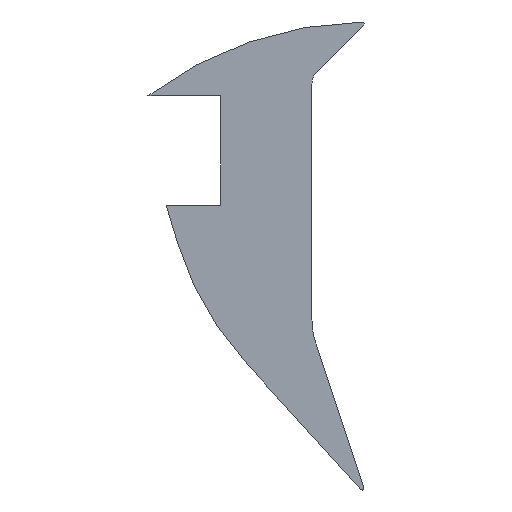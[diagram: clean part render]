
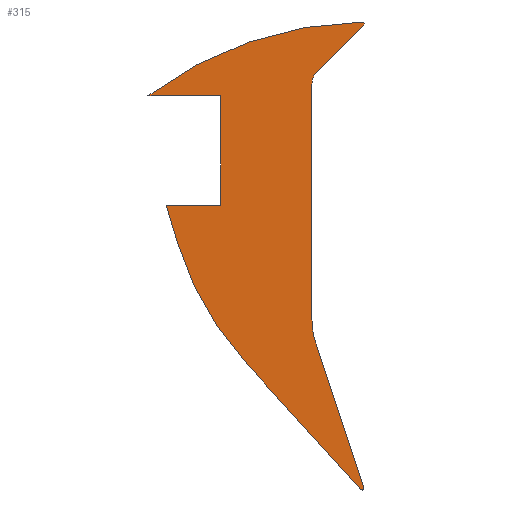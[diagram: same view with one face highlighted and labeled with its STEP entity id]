
A CAD part, left-side view. The second image highlights one B-rep face of the part: STEP entity #315.
In plain terms, the highlighted planar face has unit normal (-1, 0, 0).
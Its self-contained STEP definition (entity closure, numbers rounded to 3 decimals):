
#18=CARTESIAN_POINT('',(-0.045,0.047,12.818));
#19=VERTEX_POINT('',#18);
#26=CARTESIAN_POINT('',(-0.045,0.012,12.733));
#27=VERTEX_POINT('',#26);
#28=CARTESIAN_POINT('',(-0.045,0.047,12.768));
#29=DIRECTION('',(-1.0,0.0,0.));
#30=DIRECTION('',(0.,0.0,1.0));
#31=AXIS2_PLACEMENT_3D('',#28,#29,#30);
#32=CIRCLE('',#31,0.05);
#33=EDGE_CURVE('',#27,#19,#32,.T.);
#49=CARTESIAN_POINT('',(-0.045,0.047,-0.021));
#50=VERTEX_POINT('',#49);
#51=CARTESIAN_POINT('',(-0.045,0.,0.045));
#52=VERTEX_POINT('',#51);
#53=CARTESIAN_POINT('',(-0.045,0.047,0.029));
#54=DIRECTION('',(-1.0,0.0,0.));
#55=DIRECTION('',(0.,0.0,1.0));
#56=AXIS2_PLACEMENT_3D('',#53,#54,#55);
#57=CIRCLE('',#56,0.05);
#58=EDGE_CURVE('',#50,#52,#57,.T.);
#201=CARTESIAN_POINT('',(-0.045,-0.075,-0.18));
#202=DIRECTION('',(-1.0,0.0,0.0));
#203=DIRECTION('',(0.0,0.0,1.0));
#204=AXIS2_PLACEMENT_3D('',#201,#202,#203);
#205=PLANE('',#204);
#206=CARTESIAN_POINT('',(-0.045,1.279,11.466));
#207=VERTEX_POINT('',#206);
#208=CARTESIAN_POINT('',(-0.045,1.279,11.466));
#209=DIRECTION('',(0.,-0.707,0.707));
#210=VECTOR('',#209,1.791);
#211=LINE('',#208,#210);
#212=EDGE_CURVE('',#207,#27,#211,.T.);
#213=ORIENTED_EDGE('',*,*,#212,.T.);
#214=ORIENTED_EDGE('',*,*,#33,.T.);
#215=CARTESIAN_POINT('',(-0.045,5.925,10.794));
#216=VERTEX_POINT('',#215);
#217=CARTESIAN_POINT('',(-0.045,-0.139,2.732));
#218=DIRECTION('',(1.0,0.0,0.));
#219=DIRECTION('',(0.,0.0,1.0));
#220=AXIS2_PLACEMENT_3D('',#217,#218,#219);
#221=CIRCLE('',#220,10.089);
#222=EDGE_CURVE('',#216,#19,#221,.T.);
#223=ORIENTED_EDGE('',*,*,#222,.F.);
#224=CARTESIAN_POINT('',(-0.045,3.925,10.794));
#225=VERTEX_POINT('',#224);
#226=CARTESIAN_POINT('',(-0.045,3.925,10.794));
#227=DIRECTION('',(0.0,1.0,0.0));
#228=VECTOR('',#227,2.);
#229=LINE('',#226,#228);
#230=EDGE_CURVE('',#225,#216,#229,.T.);
#231=ORIENTED_EDGE('',*,*,#230,.F.);
#232=CARTESIAN_POINT('',(-0.045,3.925,7.794));
#233=VERTEX_POINT('',#232);
#234=CARTESIAN_POINT('',(-0.045,3.925,7.794));
#235=DIRECTION('',(0.0,0.0,1.0));
#236=VECTOR('',#235,3.);
#237=LINE('',#234,#236);
#238=EDGE_CURVE('',#233,#225,#237,.T.);
#239=ORIENTED_EDGE('',*,*,#238,.F.);
#240=CARTESIAN_POINT('',(-0.045,5.425,7.794));
#241=VERTEX_POINT('',#240);
#242=CARTESIAN_POINT('',(-0.045,5.425,7.794));
#243=DIRECTION('',(0.0,-1.0,0.0));
#244=VECTOR('',#243,1.5);
#245=LINE('',#242,#244);
#246=EDGE_CURVE('',#241,#233,#245,.T.);
#247=ORIENTED_EDGE('',*,*,#246,.F.);
#248=CARTESIAN_POINT('',(-0.045,5.116,6.771));
#249=VERTEX_POINT('',#248);
#250=CARTESIAN_POINT('',(-0.045,5.116,6.771));
#251=DIRECTION('',(0.,0.289,0.957));
#252=VECTOR('',#251,1.069);
#253=LINE('',#250,#252);
#254=EDGE_CURVE('',#249,#241,#253,.T.);
#255=ORIENTED_EDGE('',*,*,#254,.F.);
#256=CARTESIAN_POINT('',(-0.045,3.26,3.493));
#257=VERTEX_POINT('',#256);
#258=CARTESIAN_POINT('',(-0.045,-3.071,9.242));
#259=DIRECTION('',(1.0,0.0,0.));
#260=DIRECTION('',(0.,0.0,1.0));
#261=AXIS2_PLACEMENT_3D('',#258,#259,#260);
#262=CIRCLE('',#261,8.552);
#263=EDGE_CURVE('',#257,#249,#262,.T.);
#264=ORIENTED_EDGE('',*,*,#263,.F.);
#265=CARTESIAN_POINT('',(-0.045,0.084,-0.004));
#266=VERTEX_POINT('',#265);
#267=CARTESIAN_POINT('',(-0.045,0.084,-0.004));
#268=DIRECTION('',(0.,0.672,0.74));
#269=VECTOR('',#268,4.724);
#270=LINE('',#267,#269);
#271=EDGE_CURVE('',#266,#257,#270,.T.);
#272=ORIENTED_EDGE('',*,*,#271,.F.);
#273=CARTESIAN_POINT('',(-0.045,0.047,0.029));
#274=DIRECTION('',(-1.0,0.0,0.));
#275=DIRECTION('',(0.,0.0,1.0));
#276=AXIS2_PLACEMENT_3D('',#273,#274,#275);
#277=CIRCLE('',#276,0.05);
#278=EDGE_CURVE('',#266,#50,#277,.T.);
#279=ORIENTED_EDGE('',*,*,#278,.T.);
#280=ORIENTED_EDGE('',*,*,#58,.T.);
#281=CARTESIAN_POINT('',(-0.045,1.322,4.012));
#282=VERTEX_POINT('',#281);
#283=CARTESIAN_POINT('',(-0.045,0.0,0.045));
#284=DIRECTION('',(0.,0.316,0.949));
#285=VECTOR('',#284,4.182);
#286=LINE('',#283,#285);
#287=EDGE_CURVE('',#52,#282,#286,.T.);
#288=ORIENTED_EDGE('',*,*,#287,.T.);
#289=CARTESIAN_POINT('',(-0.045,1.425,4.645));
#290=VERTEX_POINT('',#289);
#291=CARTESIAN_POINT('',(-0.045,-0.575,4.645));
#292=DIRECTION('',(1.0,0.0,0.));
#293=DIRECTION('',(0.,0.0,1.0));
#294=AXIS2_PLACEMENT_3D('',#291,#292,#293);
#295=CIRCLE('',#294,2.);
#296=EDGE_CURVE('',#282,#290,#295,.T.);
#297=ORIENTED_EDGE('',*,*,#296,.T.);
#298=CARTESIAN_POINT('',(-0.045,1.425,11.113));
#299=VERTEX_POINT('',#298);
#300=CARTESIAN_POINT('',(-0.045,1.425,4.645));
#301=DIRECTION('',(0.0,0.0,1.0));
#302=VECTOR('',#301,6.468);
#303=LINE('',#300,#302);
#304=EDGE_CURVE('',#290,#299,#303,.T.);
#305=ORIENTED_EDGE('',*,*,#304,.T.);
#306=CARTESIAN_POINT('',(-0.045,0.925,11.113));
#307=DIRECTION('',(1.0,0.0,0.));
#308=DIRECTION('',(0.,0.0,1.0));
#309=AXIS2_PLACEMENT_3D('',#306,#307,#308);
#310=CIRCLE('',#309,0.5);
#311=EDGE_CURVE('',#299,#207,#310,.T.);
#312=ORIENTED_EDGE('',*,*,#311,.T.);
#313=EDGE_LOOP('',(#213,#214,#223,#231,#239,#247,#255,#264,#272,#279,#280,#288,#297,#305,#312));
#314=FACE_OUTER_BOUND('',#313,.T.);
#315=ADVANCED_FACE('',(#314),#205,.T.);
